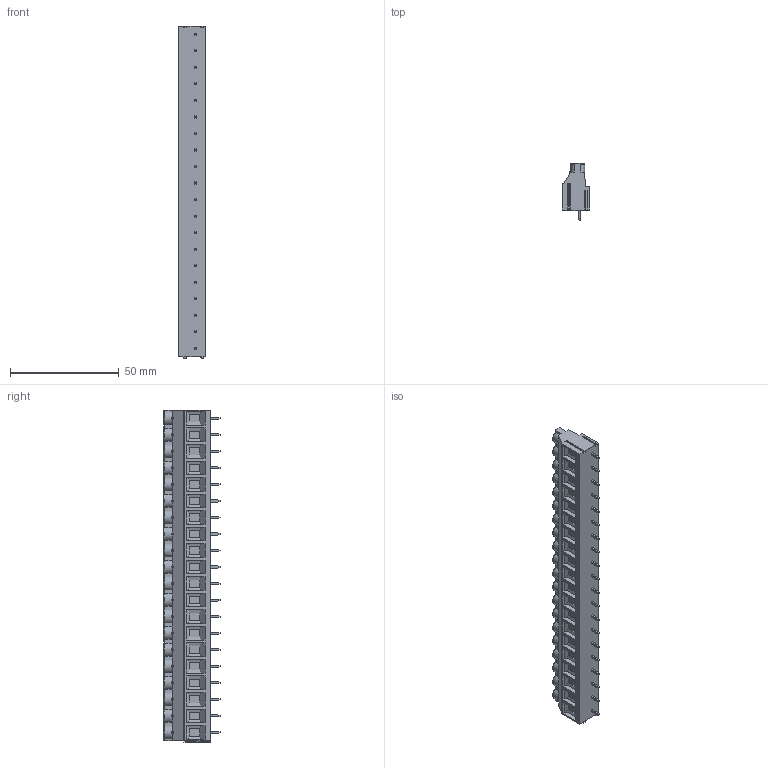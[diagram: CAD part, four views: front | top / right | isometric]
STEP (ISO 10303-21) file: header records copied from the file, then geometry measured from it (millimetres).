
FILE_DESCRIPTION((''),'2;1');
FILE_NAME('TL506V','2025-01-10T',('yanfa'),(''),'PRO/ENGINEER BY PARAMETRIC TECHNOLOGY CORPORATION, 2009280','PRO/ENGINEER BY PARAMETRIC TECHNOLOGY CORPORATION, 2009280','');
FILE_SCHEMA(('AUTOMOTIVE_DESIGN_CC2 { 1 2 10303 214 -1 1 5 2 }'));
Length unit declared in the file: millimetre
Products named in the file (1): TL506V
Bounding box: 12.5 x 26.1 x 153 mm (x, y, z)
Volume: 29178.4 mm3; surface area: 13364.1 mm2
Topology: 1 solids, 1 shells, 1130 faces, 2884 edges, 1796 vertices
Faces by surface type: plane 678, cylinder 272, torus 80, cone 80, sphere 20
Entity records: 34698 total; most frequent: CARTESIAN_POINT 7422, ORIENTED_EDGE 5728, DIRECTION 5568, EDGE_CURVE 2864, VECTOR 1980, LINE 1980, VERTEX_POINT 1796, AXIS2_PLACEMENT_3D 1794
